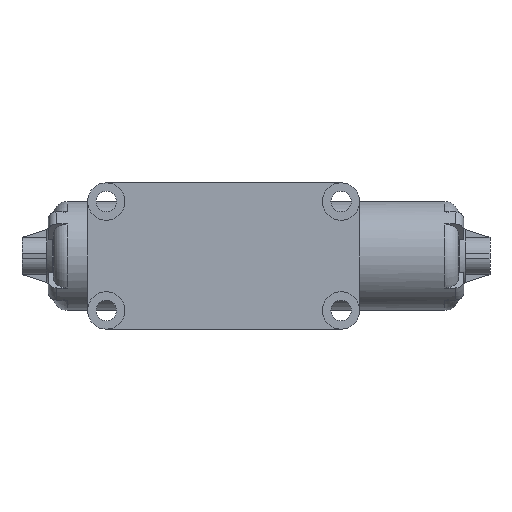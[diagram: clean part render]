
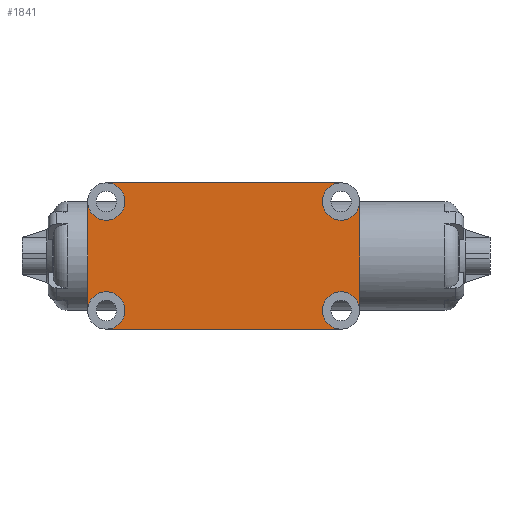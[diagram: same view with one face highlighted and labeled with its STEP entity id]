
A CAD part, front view. The second image highlights one B-rep face of the part: STEP entity #1841.
In plain terms, the highlighted planar face has unit normal (0, -1, 0).
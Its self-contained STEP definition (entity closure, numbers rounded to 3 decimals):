
#22 = CARTESIAN_POINT ( 'NONE',  ( -72.5, -17., -32. ) ) ;
#106 = LINE ( 'NONE', #8602, #3577 ) ;
#216 = ORIENTED_EDGE ( 'NONE', *, *, #5079, .T. ) ;
#244 = CARTESIAN_POINT ( 'NONE',  ( 76.5, -17., -32. ) ) ;
#910 = DIRECTION ( 'NONE',  ( 0., 0., -1. ) ) ;
#1000 = CARTESIAN_POINT ( 'NONE',  ( -72.5, -17., 32. ) ) ;
#1111 = EDGE_LOOP ( 'NONE', ( #11283, #15900, #14902, #11943, #7563, #8864, #216, #3876, #1643, #7322, #2918, #7703 ) ) ;
#1181 = DIRECTION ( 'NONE',  ( 0., -1., 0. ) ) ;
#1643 = ORIENTED_EDGE ( 'NONE', *, *, #10227, .F. ) ;
#1663 = VERTEX_POINT ( 'NONE', #4020 ) ;
#1829 = DIRECTION ( 'NONE',  ( 0., 1., 0. ) ) ;
#1841 = ADVANCED_FACE ( 'NONE', ( #4972 ), #10005, .T. ) ;
#1941 = VERTEX_POINT ( 'NONE', #12892 ) ;
#2309 = AXIS2_PLACEMENT_3D ( 'NONE', #15625, #8008, #14632 ) ;
#2514 = VERTEX_POINT ( 'NONE', #244 ) ;
#2650 = DIRECTION ( 'NONE',  ( 0., -1., 0. ) ) ;
#2680 = VERTEX_POINT ( 'NONE', #7818 ) ;
#2814 = DIRECTION ( 'NONE',  ( 0., 0., -1. ) ) ;
#2830 = CARTESIAN_POINT ( 'NONE',  ( 65.5, -17., 21. ) ) ;
#2898 = DIRECTION ( 'NONE',  ( -1., 0., 0. ) ) ;
#2918 = ORIENTED_EDGE ( 'NONE', *, *, #13476, .F. ) ;
#3179 = DIRECTION ( 'NONE',  ( 0., 0., 1. ) ) ;
#3268 = VERTEX_POINT ( 'NONE', #4178 ) ;
#3510 = CARTESIAN_POINT ( 'NONE',  ( 65.5, -17., 32. ) ) ;
#3577 = VECTOR ( 'NONE', #5134, 1000. ) ;
#3768 = CIRCLE ( 'NONE', #5350, 11. ) ;
#3876 = ORIENTED_EDGE ( 'NONE', *, *, #13782, .F. ) ;
#4020 = CARTESIAN_POINT ( 'NONE',  ( 65.5, -17., -43. ) ) ;
#4024 = CARTESIAN_POINT ( 'NONE',  ( -83.5, -17., -32. ) ) ;
#4178 = CARTESIAN_POINT ( 'NONE',  ( -83.5, -17., 32. ) ) ;
#4191 = DIRECTION ( 'NONE',  ( 0., 0., -1. ) ) ;
#4215 = EDGE_CURVE ( 'NONE', #11151, #1941, #3768, .T. ) ;
#4219 = CARTESIAN_POINT ( 'NONE',  ( -72.5, -17., 32. ) ) ;
#4279 = DIRECTION ( 'NONE',  ( 0., 0., -1. ) ) ;
#4444 = AXIS2_PLACEMENT_3D ( 'NONE', #10557, #13197, #4279 ) ;
#4691 = CIRCLE ( 'NONE', #15250, 11. ) ;
#4972 = FACE_OUTER_BOUND ( 'NONE', #1111, .T. ) ;
#5079 = EDGE_CURVE ( 'NONE', #3268, #13736, #13009, .T. ) ;
#5108 = VERTEX_POINT ( 'NONE', #13402 ) ;
#5134 = DIRECTION ( 'NONE',  ( 1., 0., 0. ) ) ;
#5288 = EDGE_CURVE ( 'NONE', #1941, #3268, #14894, .T. ) ;
#5350 = AXIS2_PLACEMENT_3D ( 'NONE', #4219, #1829, #15540 ) ;
#5573 = LINE ( 'NONE', #7871, #12791 ) ;
#6119 = VERTEX_POINT ( 'NONE', #12909 ) ;
#6218 = DIRECTION ( 'NONE',  ( 0., 0., -1. ) ) ;
#6487 = AXIS2_PLACEMENT_3D ( 'NONE', #22, #1181, #6218 ) ;
#6801 = CIRCLE ( 'NONE', #2309, 11. ) ;
#7239 = VECTOR ( 'NONE', #4191, 1000. ) ;
#7322 = ORIENTED_EDGE ( 'NONE', *, *, #10245, .T. ) ;
#7385 = EDGE_CURVE ( 'NONE', #5108, #13355, #4691, .T. ) ;
#7563 = ORIENTED_EDGE ( 'NONE', *, *, #4215, .T. ) ;
#7703 = ORIENTED_EDGE ( 'NONE', *, *, #8568, .F. ) ;
#7818 = CARTESIAN_POINT ( 'NONE',  ( 65.5, -17., -21. ) ) ;
#7871 = CARTESIAN_POINT ( 'NONE',  ( 76.5, -17., -32. ) ) ;
#8008 = DIRECTION ( 'NONE',  ( 0., -1., 0. ) ) ;
#8130 = EDGE_CURVE ( 'NONE', #13355, #13522, #9712, .T. ) ;
#8143 = DIRECTION ( 'NONE',  ( 0., -1., 0. ) ) ;
#8568 = EDGE_CURVE ( 'NONE', #2514, #2680, #10683, .T. ) ;
#8602 = CARTESIAN_POINT ( 'NONE',  ( -72.5, -17., -43. ) ) ;
#8864 = ORIENTED_EDGE ( 'NONE', *, *, #5288, .T. ) ;
#9382 = DIRECTION ( 'NONE',  ( 0., -1., 0. ) ) ;
#9712 = CIRCLE ( 'NONE', #4444, 11. ) ;
#10005 = PLANE ( 'NONE',  #15614 ) ;
#10056 = AXIS2_PLACEMENT_3D ( 'NONE', #13966, #2650, #2814 ) ;
#10227 = EDGE_CURVE ( 'NONE', #12983, #6119, #15966, .T. ) ;
#10245 = EDGE_CURVE ( 'NONE', #12983, #1663, #106, .T. ) ;
#10314 = CARTESIAN_POINT ( 'NONE',  ( -72.5, -17., 43. ) ) ;
#10459 = DIRECTION ( 'NONE',  ( 0., 0., -1. ) ) ;
#10557 = CARTESIAN_POINT ( 'NONE',  ( 65.5, -17., 32. ) ) ;
#10575 = CARTESIAN_POINT ( 'NONE',  ( 76.5, -17., 32. ) ) ;
#10683 = CIRCLE ( 'NONE', #14657, 11. ) ;
#10924 = CARTESIAN_POINT ( 'NONE',  ( -72.5, -17., -43. ) ) ;
#11151 = VERTEX_POINT ( 'NONE', #11914 ) ;
#11222 = EDGE_CURVE ( 'NONE', #2514, #13522, #5573, .T. ) ;
#11283 = ORIENTED_EDGE ( 'NONE', *, *, #11222, .T. ) ;
#11914 = CARTESIAN_POINT ( 'NONE',  ( -72.5, -17., 43. ) ) ;
#11943 = ORIENTED_EDGE ( 'NONE', *, *, #13696, .T. ) ;
#12072 = VECTOR ( 'NONE', #2898, 1000. ) ;
#12234 = AXIS2_PLACEMENT_3D ( 'NONE', #1000, #13292, #910 ) ;
#12349 = DIRECTION ( 'NONE',  ( 0., -1., 0. ) ) ;
#12629 = CARTESIAN_POINT ( 'NONE',  ( -83.5, -17., -32. ) ) ;
#12693 = CIRCLE ( 'NONE', #10056, 11. ) ;
#12707 = LINE ( 'NONE', #10314, #12072 ) ;
#12791 = VECTOR ( 'NONE', #3179, 1000. ) ;
#12892 = CARTESIAN_POINT ( 'NONE',  ( -72.5, -17., 21. ) ) ;
#12909 = CARTESIAN_POINT ( 'NONE',  ( -72.5, -17., -21. ) ) ;
#12983 = VERTEX_POINT ( 'NONE', #10924 ) ;
#13009 = LINE ( 'NONE', #4024, #7239 ) ;
#13197 = DIRECTION ( 'NONE',  ( 0., -1., 0. ) ) ;
#13292 = DIRECTION ( 'NONE',  ( 0., 1., 0. ) ) ;
#13355 = VERTEX_POINT ( 'NONE', #2830 ) ;
#13402 = CARTESIAN_POINT ( 'NONE',  ( 65.5, -17., 43. ) ) ;
#13476 = EDGE_CURVE ( 'NONE', #2680, #1663, #6801, .T. ) ;
#13522 = VERTEX_POINT ( 'NONE', #10575 ) ;
#13696 = EDGE_CURVE ( 'NONE', #5108, #11151, #12707, .T. ) ;
#13736 = VERTEX_POINT ( 'NONE', #12629 ) ;
#13782 = EDGE_CURVE ( 'NONE', #6119, #13736, #12693, .T. ) ;
#13966 = CARTESIAN_POINT ( 'NONE',  ( -72.5, -17., -32. ) ) ;
#14516 = DIRECTION ( 'NONE',  ( 0., 0., -1. ) ) ;
#14632 = DIRECTION ( 'NONE',  ( 0., 0., -1. ) ) ;
#14657 = AXIS2_PLACEMENT_3D ( 'NONE', #15584, #9382, #10459 ) ;
#14758 = DIRECTION ( 'NONE',  ( 0., 0., -1. ) ) ;
#14894 = CIRCLE ( 'NONE', #12234, 11. ) ;
#14902 = ORIENTED_EDGE ( 'NONE', *, *, #7385, .F. ) ;
#15044 = CARTESIAN_POINT ( 'NONE',  ( -72.5, -17., -32. ) ) ;
#15250 = AXIS2_PLACEMENT_3D ( 'NONE', #3510, #12349, #14758 ) ;
#15540 = DIRECTION ( 'NONE',  ( 0., 0., -1. ) ) ;
#15584 = CARTESIAN_POINT ( 'NONE',  ( 65.5, -17., -32. ) ) ;
#15614 = AXIS2_PLACEMENT_3D ( 'NONE', #15044, #8143, #14516 ) ;
#15625 = CARTESIAN_POINT ( 'NONE',  ( 65.5, -17., -32. ) ) ;
#15900 = ORIENTED_EDGE ( 'NONE', *, *, #8130, .F. ) ;
#15966 = CIRCLE ( 'NONE', #6487, 11. ) ;
